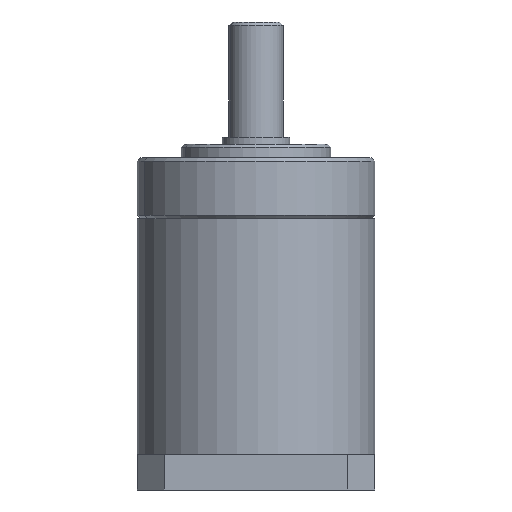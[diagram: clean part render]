
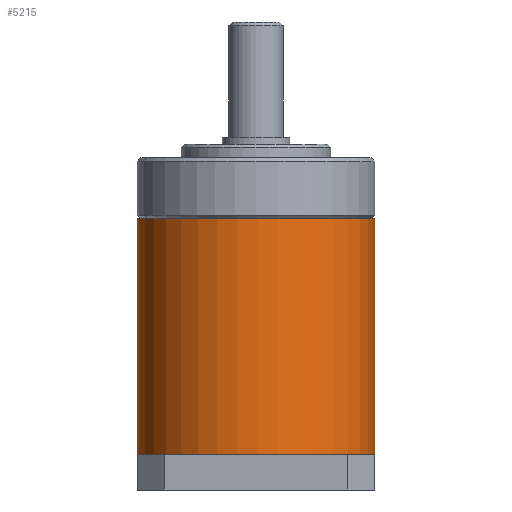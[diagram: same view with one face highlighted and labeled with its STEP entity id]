
A CAD part, front view. The second image highlights one B-rep face of the part: STEP entity #5215.
In plain terms, the highlighted cylindrical face has radius 17.5 mm (diameter 35 mm), a partial arc.
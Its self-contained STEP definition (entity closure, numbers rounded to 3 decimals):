
#79 = FACE_OUTER_BOUND ( 'NONE', #2125, .T. ) ;
#106 = DIRECTION ( 'NONE',  ( 0., 0., 1. ) ) ;
#1744 = CIRCLE ( 'NONE', #11053, 17.5 ) ;
#2125 = EDGE_LOOP ( 'NONE', ( #13980, #18454, #17931, #13845 ) ) ;
#2621 = VERTEX_POINT ( 'NONE', #4498 ) ;
#2761 = EDGE_CURVE ( 'NONE', #14857, #9001, #1744, .T. ) ;
#3490 = CARTESIAN_POINT ( 'NONE',  ( 17.5, 0., 0. ) ) ;
#3897 = CARTESIAN_POINT ( 'NONE',  ( -17.5, 0., 0. ) ) ;
#4137 = CARTESIAN_POINT ( 'NONE',  ( -17.5, 0., 34.8 ) ) ;
#4498 = CARTESIAN_POINT ( 'NONE',  ( -17.5, 0., 34.8 ) ) ;
#4826 = VECTOR ( 'NONE', #15533, 1000. ) ;
#5215 = ADVANCED_FACE ( 'NONE', ( #79 ), #10033, .T. ) ;
#5413 = CIRCLE ( 'NONE', #15970, 17.5 ) ;
#6500 = DIRECTION ( 'NONE',  ( 1., 0., 0. ) ) ;
#7206 = DIRECTION ( 'NONE',  ( -1., 0., 0. ) ) ;
#8443 = DIRECTION ( 'NONE',  ( 0., 0., -1. ) ) ;
#9001 = VERTEX_POINT ( 'NONE', #3490 ) ;
#9739 = CARTESIAN_POINT ( 'NONE',  ( 17.5, 0., 34.8 ) ) ;
#10033 = CYLINDRICAL_SURFACE ( 'NONE', #14435, 17.5 ) ;
#10042 = LINE ( 'NONE', #14493, #4826 ) ;
#10345 = EDGE_CURVE ( 'NONE', #2621, #14287, #5413, .T. ) ;
#10590 = EDGE_CURVE ( 'NONE', #2621, #14857, #13224, .T. ) ;
#10952 = EDGE_CURVE ( 'NONE', #14287, #9001, #10042, .T. ) ;
#11053 = AXIS2_PLACEMENT_3D ( 'NONE', #13007, #106, #17322 ) ;
#11459 = CARTESIAN_POINT ( 'NONE',  ( 0., 0., 34.8 ) ) ;
#12938 = DIRECTION ( 'NONE',  ( 0., 0., -1. ) ) ;
#13007 = CARTESIAN_POINT ( 'NONE',  ( 0., 0., 0. ) ) ;
#13224 = LINE ( 'NONE', #4137, #14777 ) ;
#13845 = ORIENTED_EDGE ( 'NONE', *, *, #2761, .T. ) ;
#13980 = ORIENTED_EDGE ( 'NONE', *, *, #10952, .F. ) ;
#14287 = VERTEX_POINT ( 'NONE', #9739 ) ;
#14435 = AXIS2_PLACEMENT_3D ( 'NONE', #11459, #8443, #7206 ) ;
#14493 = CARTESIAN_POINT ( 'NONE',  ( 17.5, 0., 34.8 ) ) ;
#14777 = VECTOR ( 'NONE', #12938, 1000. ) ;
#14857 = VERTEX_POINT ( 'NONE', #3897 ) ;
#15196 = CARTESIAN_POINT ( 'NONE',  ( 0., 0., 34.8 ) ) ;
#15533 = DIRECTION ( 'NONE',  ( 0., 0., -1. ) ) ;
#15970 = AXIS2_PLACEMENT_3D ( 'NONE', #15196, #18303, #6500 ) ;
#17322 = DIRECTION ( 'NONE',  ( 1., 0., 0. ) ) ;
#17931 = ORIENTED_EDGE ( 'NONE', *, *, #10590, .T. ) ;
#18303 = DIRECTION ( 'NONE',  ( 0., 0., 1. ) ) ;
#18454 = ORIENTED_EDGE ( 'NONE', *, *, #10345, .F. ) ;
